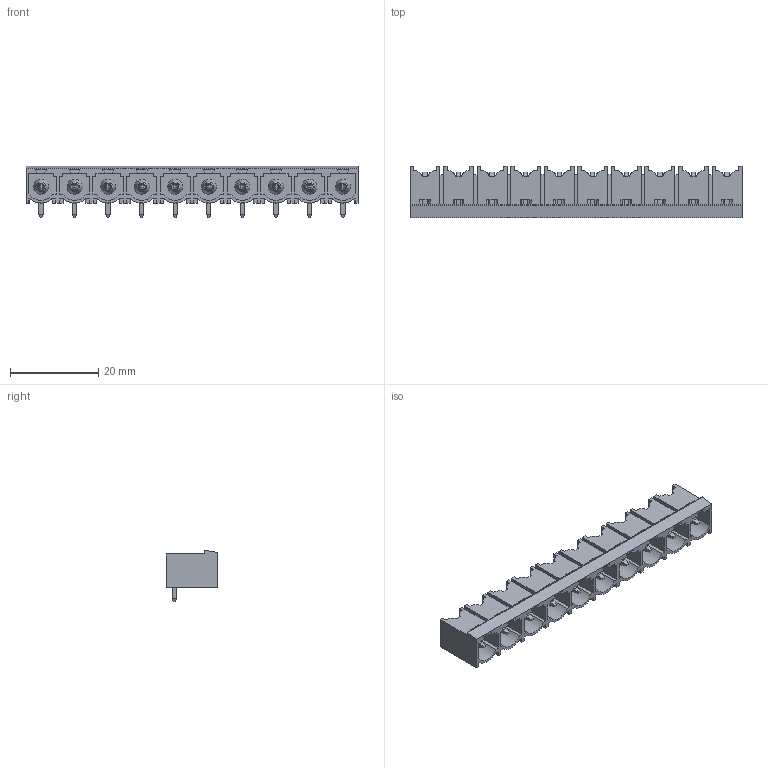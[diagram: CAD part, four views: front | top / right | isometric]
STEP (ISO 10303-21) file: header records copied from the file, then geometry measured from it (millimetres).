
FILE_DESCRIPTION(('CATIA V5 STEP Exchange','CAx-IF Rec.Pracs.--- Model Styling and Organization---1.2---2011-12-15'),'2;1');
FILE_NAME ('D1461086_0_1980450000_1980450000.stp','2018-11-14T10:51:14+00:00',('none'),('Weidmueller'),'CATIA Version 5-6 Release 2014','CATIA V5 STEP AP214','none');
FILE_SCHEMA(('AUTOMOTIVE_DESIGN { 1 0 10303 214 1 1 1 1 }'));
Length unit declared in the file: millimetre
Products named in the file (1): 1980450000
Bounding box: 75.38 x 11.75 x 11.6 mm (x, y, z)
Volume: 2685.9 mm3; surface area: 6878.5 mm2
Topology: 11 solids, 11 shells, 715 faces, 1979 edges, 1286 vertices
Faces by surface type: plane 595, cylinder 80, torus 20, cone 20
Entity records: 20272 total; most frequent: ORIENTED_EDGE 3958, CARTESIAN_POINT 3725, DIRECTION 2537, EDGE_CURVE 1959, VECTOR 1639, LINE 1639, VERTEX_POINT 1246, EDGE_LOOP 755
